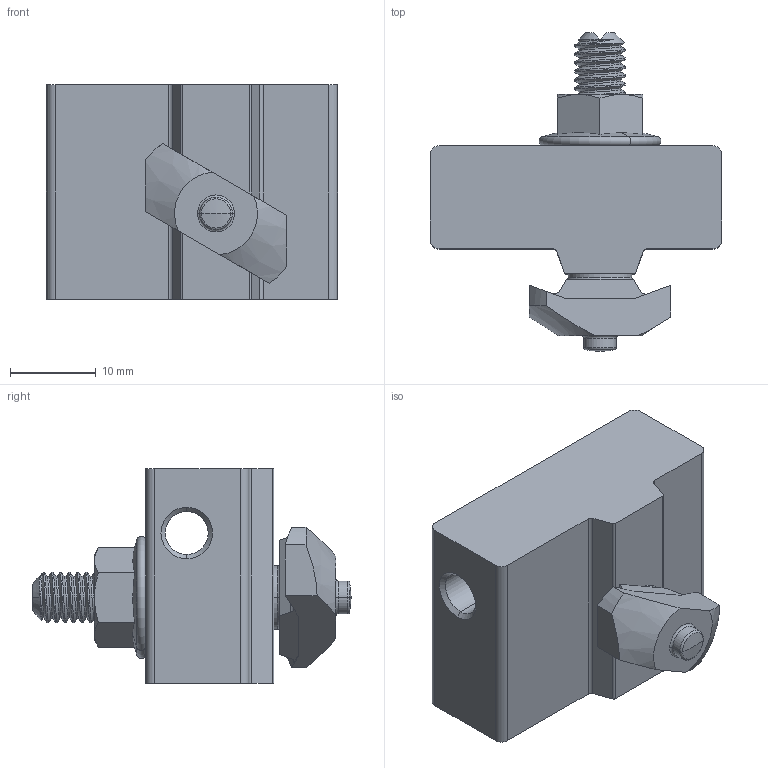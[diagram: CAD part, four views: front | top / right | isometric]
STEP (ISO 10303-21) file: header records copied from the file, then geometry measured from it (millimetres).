
FILE_DESCRIPTION (( 'STEP AP214' ), '1' );
FILE_NAME ('25x35mm Panel Retainer Bracket - M6 Drop-In Stud(40DPR-0411-001-01).step', '2023-09-05T14:56:39', ( '' ), ( '' ), 'SwSTEP 2.0', 'SolidWorks 2020', '' );
FILE_SCHEMA (( 'AUTOMOTIVE_DESIGN' ));
Length unit declared in the file: millimetre
Products named in the file (1): 25x35mm Panel Retainer Bracket - M6 Drop-In Stud(40DPR-0411-001-01)
Bounding box: 33.91 x 37.08 x 25 mm (x, y, z)
Volume: 11581.2 mm3; surface area: 5743.9 mm2
Topology: 3 solids, 3 shells, 195 faces, 535 edges, 348 vertices
Faces by surface type: cylinder 116, plane 40, cone 27, torus 8, sphere 2, bspline 2
Entity records: 10779 total; most frequent: CARTESIAN_POINT 4493, ORIENTED_EDGE 1070, DIRECTION 787, EDGE_CURVE 535, VERTEX_POINT 348, AXIS2_PLACEMENT_3D 292, EDGE_LOOP 203, VECTOR 203
